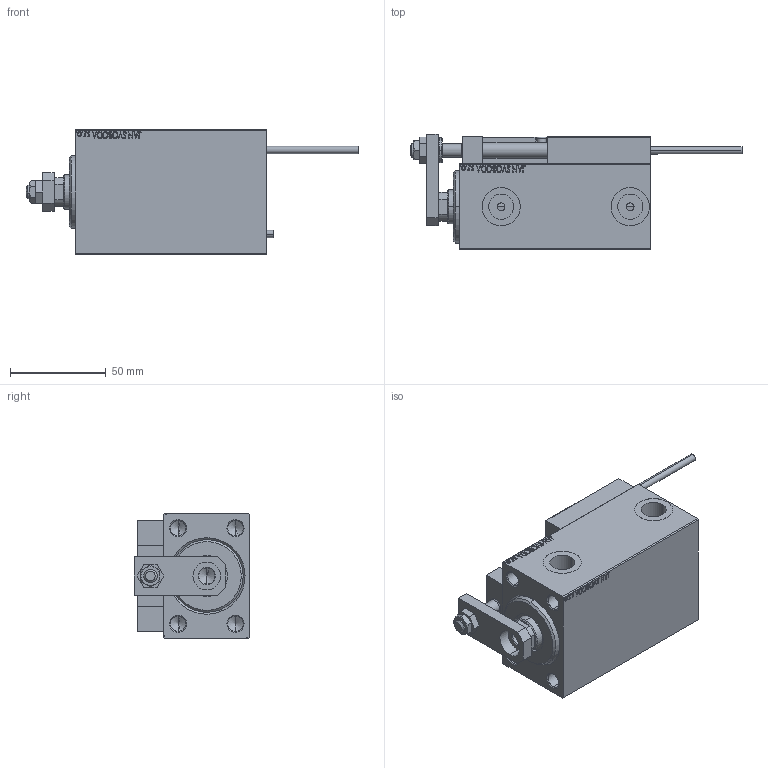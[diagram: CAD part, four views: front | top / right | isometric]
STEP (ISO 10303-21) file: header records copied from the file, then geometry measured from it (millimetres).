
FILE_DESCRIPTION (( 'STEP AP203' ), '1' );
FILE_NAME ('5a6d.STEP', '2021-03-18T16:54:52', ( '' ), ( '' ), 'SwSTEP 2.0', 'SolidWorks 2019', '' );
FILE_SCHEMA (( 'CONFIG_CONTROL_DESIGN' ));
Length unit declared in the file: millimetre
Products named in the file (16): NUT_D12 f22f70577b49572a3ae8c48476f18b82; SWITCH DIM B,W f22f70577b49572a3ae8c48476f18b82; MAGNET f22f70577b49572a3ae8c48476f18b82; V450CM_B_VCP f22f70577b49572a3ae8c48476f18b82; Block f22f70577b49572a3ae8c48476f18b82; SWITCH_X_FRONT_BACK f22f70577b49572a3ae8c48476f18b82; 5a6d; ALLEN BOLT D8 f22f70577b49572a3ae8c48476f18b82; V450CM_VC_B f22f70577b49572a3ae8c48476f18b82; KONCOVKA f22f70577b49572a3ae8c48476f18b82; V450CM_B f22f70577b49572a3ae8c48476f18b82; SWITCH X f22f70577b49572a3ae8c48476f18b82; TYC_L79 f22f70577b49572a3ae8c48476f18b82; ZARAZKA f22f70577b49572a3ae8c48476f18b82; NUT_D10 f22f70577b49572a3ae8c48476f18b82; ALLEN BOLT D5 f22f70577b49572a3ae8c48476f18b82
Assembly tree (25 placements, depth 3):
  5a6d
    V450CM_B f22f70577b49572a3ae8c48476f18b82
    V450CM_B_VCP f22f70577b49572a3ae8c48476f18b82
    SWITCH X f22f70577b49572a3ae8c48476f18b82
      SWITCH_X_FRONT_BACK f22f70577b49572a3ae8c48476f18b82  x2
      TYC_L79 f22f70577b49572a3ae8c48476f18b82
      Block f22f70577b49572a3ae8c48476f18b82  x2
      ALLEN BOLT D5 f22f70577b49572a3ae8c48476f18b82  x4
      ALLEN BOLT D8 f22f70577b49572a3ae8c48476f18b82  x4
      MAGNET f22f70577b49572a3ae8c48476f18b82  x2
      KONCOVKA f22f70577b49572a3ae8c48476f18b82  x2
    NUT_D10 f22f70577b49572a3ae8c48476f18b82
    NUT_D12 f22f70577b49572a3ae8c48476f18b82
    SWITCH DIM B,W f22f70577b49572a3ae8c48476f18b82
    ZARAZKA f22f70577b49572a3ae8c48476f18b82
    V450CM_VC_B f22f70577b49572a3ae8c48476f18b82
Bounding box: 173.7 x 60.5 x 65 mm (x, y, z)
Volume: 317352.4 mm3; surface area: 78485.6 mm2
Topology: 24 solids, 24 shells, 1332 faces, 3192 edges, 2022 vertices
Faces by surface type: plane 565, bspline 380, cylinder 194, cone 145, torus 44, sphere 4
Entity records: 51849 total; most frequent: CARTESIAN_POINT 26426, ORIENTED_EDGE 5372, DIRECTION 3679, EDGE_CURVE 2686, VERTEX_POINT 1746, LINE 1541, VECTOR 1541, EDGE_LOOP 1242
